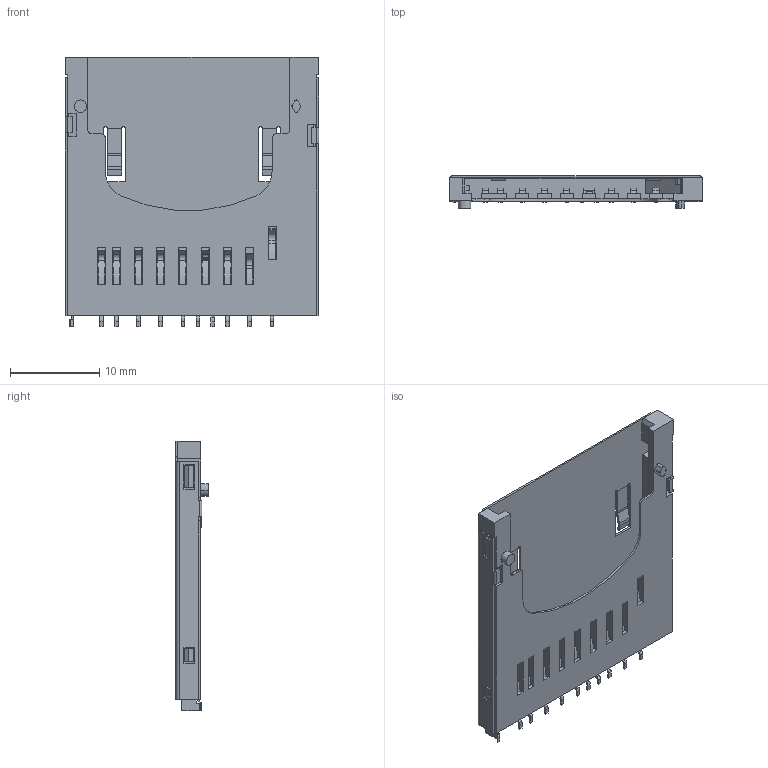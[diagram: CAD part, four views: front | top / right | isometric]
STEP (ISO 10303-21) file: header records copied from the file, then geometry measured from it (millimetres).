
FILE_DESCRIPTION((''),'2;1');
FILE_NAME('ASM0001_ASM','2009-03-26T',('LinB'),('FCI'),'PRO/ENGINEER BY PARAMETRIC TECHNOLOGY CORPORATION, 2008010','PRO/ENGINEER BY PARAMETRIC TECHNOLOGY CORPORATION, 2008010','');
FILE_SCHEMA(('CONFIG_CONTROL_DESIGN'));
Length unit declared in the file: millimetre
Products named in the file (5): PRT0003; ASM0003_ASM; PRT0005; ASM0002_ASM; ASM0001_ASM
Assembly tree (4 placements, depth 4):
  ASM0001_ASM
    ASM0002_ASM
      ASM0003_ASM
        PRT0003
      PRT0005
Bounding box: 28.45 x 3.6 x 30.25 mm (x, y, z)
Volume: 738 mm3; surface area: 3435.3 mm2
Topology: 2 solids, 2 shells, 499 faces, 1388 edges, 913 vertices
Faces by surface type: plane 392, cylinder 107
Entity records: 16067 total; most frequent: CARTESIAN_POINT 2846, ORIENTED_EDGE 2776, DIRECTION 2636, EDGE_CURVE 1388, VECTOR 1154, LINE 1154, VERTEX_POINT 913, AXIS2_PLACEMENT_3D 741
